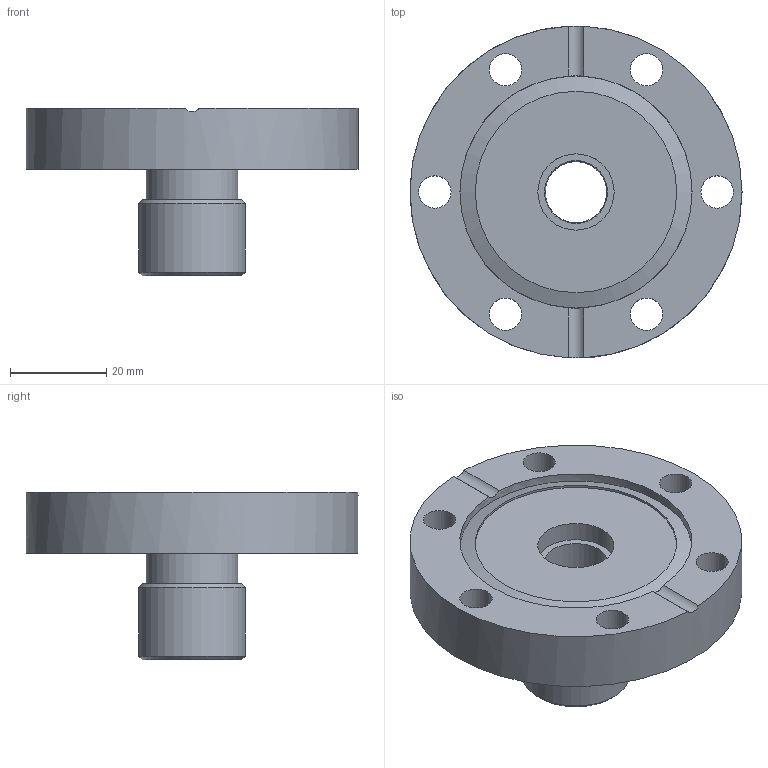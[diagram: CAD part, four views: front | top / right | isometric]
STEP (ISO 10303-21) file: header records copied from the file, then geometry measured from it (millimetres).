
FILE_DESCRIPTION(/* description */ (''),/* implementation_level */ '2;1');
FILE_NAME(/* name */ '5000610a.stp',/* time_stamp */ '2019-07-18T08:05:05-04:00',/* author */ ('Glen_C'),/* organization */ (''),/* preprocessor_version */ 'ST-DEVELOPER v16.13',/* originating_system */ 'Autodesk Inventor 2018',/* authorisation */ '');
FILE_SCHEMA (('AUTOMOTIVE_DESIGN { 1 0 10303 214 3 1 1 }'));
Length unit declared in the file: inch
Products named in the file (1): 5000610_S
Bounding box: 69.09 x 69.09 x 34.95 mm (x, y, z)
Volume: 45617.1 mm3; surface area: 16506 mm2
Topology: 1 solids, 4 shells, 47 faces, 107 edges, 72 vertices
Faces by surface type: cylinder 24, plane 14, cone 5, torus 4
Full cylindrical faces by diameter (mm): 6.731 x6, 12.725 x1, 13.081 x3, 15.875 x3, 17.018 x2, 17.678 x1, 18.999 x1, 19.304 x1, 22.225 x1, 41.91 x1, 48.311 x1, 69.088 x1
Entity records: 1294 total; most frequent: CARTESIAN_POINT 226, DIRECTION 208, ORIENTED_EDGE 128, EDGE_LOOP 102, AXIS2_PLACEMENT_3D 102, EDGE_CURVE 64, VERTEX_POINT 60, FACE_BOUND 55
